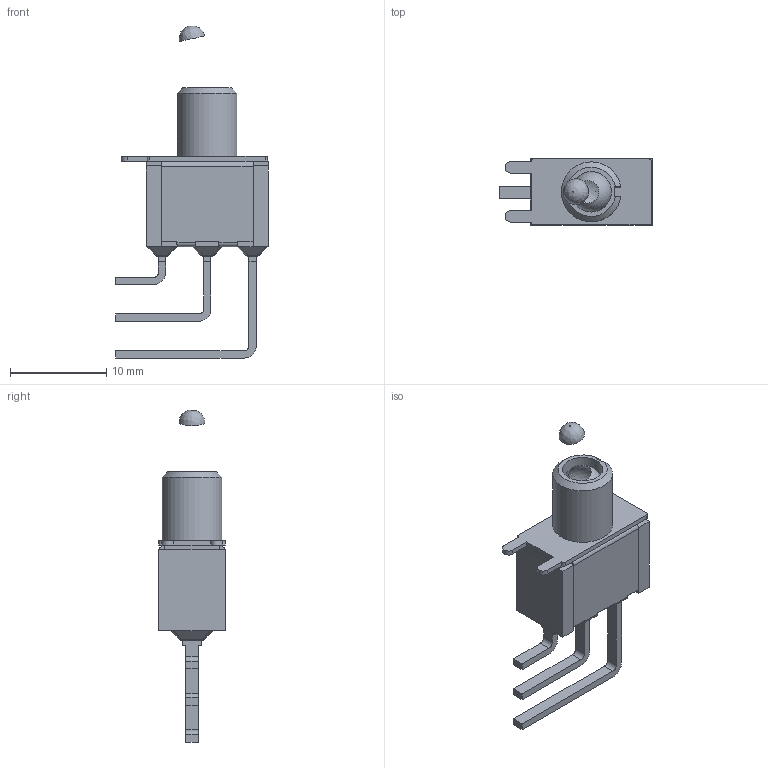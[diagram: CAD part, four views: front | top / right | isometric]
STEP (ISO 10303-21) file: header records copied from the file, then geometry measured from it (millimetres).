
FILE_DESCRIPTION(/* description */ (''),/* implementation_level */ '2;1');
FILE_NAME(/* name */ '100SPxT2B3M7xE.stp',/* time_stamp */ '2021-09-15T11:53:28-05:00',/* author */ ('mwilliams'),/* organization */ (''),/* preprocessor_version */ 'ST-DEVELOPER v18',/* originating_system */ 'Autodesk Inventor 2020',/* authorisation */ '');
FILE_SCHEMA (('AUTOMOTIVE_DESIGN { 1 0 10303 214 3 1 1 }'));
Length unit declared in the file: inch
Products named in the file (1): T113006_Shrinkwrap_1
Bounding box: 15.88 x 6.86 x 34.47 mm (x, y, z)
Volume: 1061.2 mm3; surface area: 1898.4 mm2
Topology: 8 solids, 8 shells, 231 faces, 592 edges, 369 vertices
Faces by surface type: plane 159, cylinder 56, sphere 13, cone 2, bspline 1
Full cylindrical faces by diameter (mm): 4.2 x1
Entity records: 6882 total; most frequent: CARTESIAN_POINT 1228, ORIENTED_EDGE 1158, DIRECTION 1158, EDGE_CURVE 579, LINE 458, VECTOR 458, VERTEX_POINT 369, AXIS2_PLACEMENT_3D 350
